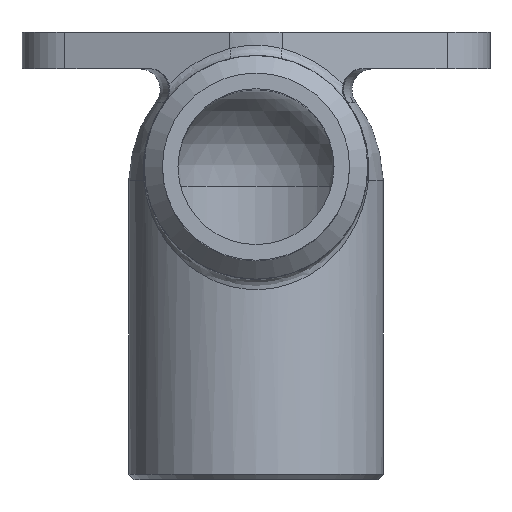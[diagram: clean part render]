
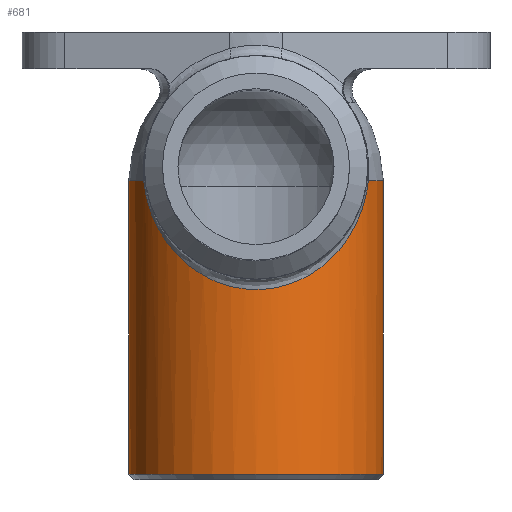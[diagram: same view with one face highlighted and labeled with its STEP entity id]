
A CAD part, top view. The second image highlights one B-rep face of the part: STEP entity #681.
In plain terms, the highlighted cylindrical face has radius 12.25 mm (diameter 24.5 mm), a full revolution.
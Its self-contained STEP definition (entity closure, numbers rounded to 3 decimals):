
#27=CYLINDRICAL_SURFACE('',#768,12.25);
#55=LINE('',#1517,#87);
#87=VECTOR('',#918,12.25);
#121=B_SPLINE_CURVE_WITH_KNOTS('',3,(#1468,#1469,#1470,#1471,#1472,#1473,
#1474,#1475,#1476,#1477,#1478,#1479,#1480,#1481),.UNSPECIFIED.,.F.,.F.,
(4,1,1,1,1,1,1,1,1,1,1,4),(-3.758,-3.49,-3.222,
-3.02,-2.685,-2.148,-1.879,
-1.611,-1.074,-0.537,-0.268,
0.),.UNSPECIFIED.);
#173=FACE_OUTER_BOUND('',#216,.T.);
#216=EDGE_LOOP('',(#571,#572,#573,#574,#575,#576,#577));
#247=CIRCLE('',#743,12.25);
#248=CIRCLE('',#744,12.25);
#263=CIRCLE('',#766,12.25);
#264=CIRCLE('',#767,12.25);
#305=VERTEX_POINT('',#1327);
#307=VERTEX_POINT('',#1339);
#308=VERTEX_POINT('',#1344);
#324=VERTEX_POINT('',#1511);
#325=VERTEX_POINT('',#1513);
#387=EDGE_CURVE('',#308,#307,#247,.T.);
#388=EDGE_CURVE('',#305,#308,#248,.T.);
#398=EDGE_CURVE('',#305,#307,#121,.T.);
#414=EDGE_CURVE('',#324,#325,#263,.T.);
#415=EDGE_CURVE('',#325,#324,#264,.T.);
#416=EDGE_CURVE('',#325,#308,#55,.T.);
#571=ORIENTED_EDGE('',*,*,#414,.F.);
#572=ORIENTED_EDGE('',*,*,#415,.F.);
#573=ORIENTED_EDGE('',*,*,#416,.T.);
#574=ORIENTED_EDGE('',*,*,#387,.T.);
#575=ORIENTED_EDGE('',*,*,#398,.F.);
#576=ORIENTED_EDGE('',*,*,#388,.T.);
#577=ORIENTED_EDGE('',*,*,#416,.F.);
#681=ADVANCED_FACE('',(#173),#27,.T.);
#743=AXIS2_PLACEMENT_3D('',#1345,#859,#860);
#744=AXIS2_PLACEMENT_3D('',#1346,#861,#862);
#766=AXIS2_PLACEMENT_3D('',#1514,#912,#913);
#767=AXIS2_PLACEMENT_3D('',#1515,#914,#915);
#768=AXIS2_PLACEMENT_3D('',#1516,#916,#917);
#859=DIRECTION('center_axis',(0.,-1.,0.));
#860=DIRECTION('ref_axis',(1.,0.,0.));
#861=DIRECTION('center_axis',(0.,-1.,0.));
#862=DIRECTION('ref_axis',(1.,0.,0.));
#912=DIRECTION('center_axis',(0.,-1.,0.));
#913=DIRECTION('ref_axis',(-1.,0.,0.));
#914=DIRECTION('center_axis',(0.,-1.,0.));
#915=DIRECTION('ref_axis',(-1.,0.,0.));
#916=DIRECTION('center_axis',(0.,-1.,0.));
#917=DIRECTION('ref_axis',(1.,0.,0.));
#918=DIRECTION('',(0.,1.,0.));
#1327=CARTESIAN_POINT('',(-10.802,-1.25,5.778));
#1339=CARTESIAN_POINT('',(10.802,-1.25,5.778));
#1344=CARTESIAN_POINT('',(-12.25,-1.25,0.));
#1345=CARTESIAN_POINT('Origin',(0.,-1.25,0.));
#1346=CARTESIAN_POINT('Origin',(0.,-1.25,0.));
#1468=CARTESIAN_POINT('Ctrl Pts',(-10.802,-1.25,5.778));
#1469=CARTESIAN_POINT('Ctrl Pts',(-10.715,-2.123,5.94));
#1470=CARTESIAN_POINT('Ctrl Pts',(-10.369,-3.763,6.567));
#1471=CARTESIAN_POINT('Ctrl Pts',(-9.559,-5.707,7.712));
#1472=CARTESIAN_POINT('Ctrl Pts',(-8.365,-7.61,9.008));
#1473=CARTESIAN_POINT('Ctrl Pts',(-6.339,-9.811,10.671));
#1474=CARTESIAN_POINT('Ctrl Pts',(-3.313,-11.436,11.993));
#1475=CARTESIAN_POINT('Ctrl Pts',(-0.001,-11.855,
12.336));
#1476=CARTESIAN_POINT('Ctrl Pts',(3.316,-11.437,11.992));
#1477=CARTESIAN_POINT('Ctrl Pts',(6.865,-9.523,10.44));
#1478=CARTESIAN_POINT('Ctrl Pts',(9.179,-6.586,8.236));
#1479=CARTESIAN_POINT('Ctrl Pts',(10.374,-3.765,6.566));
#1480=CARTESIAN_POINT('Ctrl Pts',(10.715,-2.123,5.94));
#1481=CARTESIAN_POINT('Ctrl Pts',(10.802,-1.25,5.778));
#1511=CARTESIAN_POINT('',(12.25,-29.5,0.));
#1513=CARTESIAN_POINT('',(-12.25,-29.5,0.));
#1514=CARTESIAN_POINT('Origin',(0.,-29.5,0.));
#1515=CARTESIAN_POINT('Origin',(0.,-29.5,0.));
#1516=CARTESIAN_POINT('Origin',(0.,-15.625,0.));
#1517=CARTESIAN_POINT('',(-12.25,-15.625,0.));
